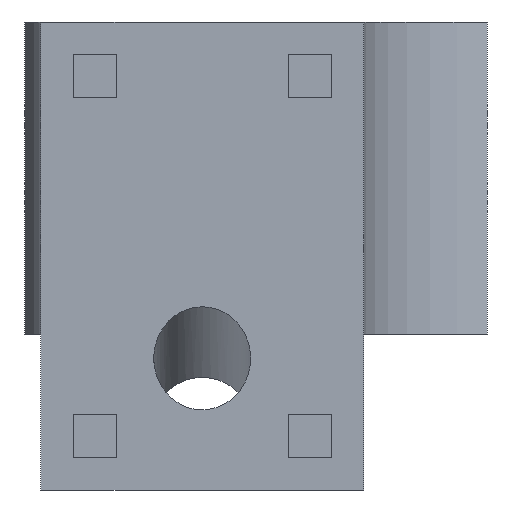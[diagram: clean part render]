
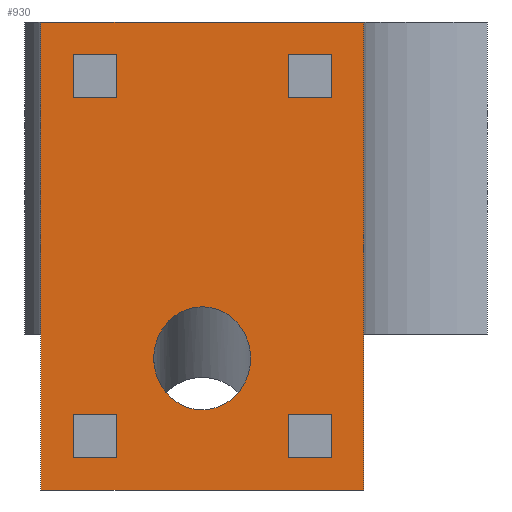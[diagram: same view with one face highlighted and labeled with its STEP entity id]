
A CAD part, front view. The second image highlights one B-rep face of the part: STEP entity #930.
In plain terms, the highlighted planar face has unit normal (0, -1, 0).
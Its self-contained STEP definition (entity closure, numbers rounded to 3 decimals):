
#17=FACE_BOUND('',#160,.T.);
#18=FACE_BOUND('',#161,.T.);
#19=FACE_BOUND('',#162,.T.);
#20=FACE_BOUND('',#163,.T.);
#21=FACE_BOUND('',#164,.T.);
#27=ELLIPSE('',#993,0.479,0.45);
#58=PLANE('',#1002);
#106=FACE_OUTER_BOUND('',#159,.T.);
#159=EDGE_LOOP('',(#773,#774,#775,#776));
#160=EDGE_LOOP('',(#777,#778,#779,#780));
#161=EDGE_LOOP('',(#781,#782,#783,#784));
#162=EDGE_LOOP('',(#785,#786,#787,#788));
#163=EDGE_LOOP('',(#789,#790,#791,#792));
#164=EDGE_LOOP('',(#793));
#204=LINE('',#1316,#317);
#208=LINE('',#1324,#321);
#211=LINE('',#1330,#324);
#214=LINE('',#1335,#327);
#216=LINE('',#1341,#329);
#220=LINE('',#1349,#333);
#223=LINE('',#1355,#336);
#226=LINE('',#1360,#339);
#228=LINE('',#1366,#341);
#232=LINE('',#1374,#345);
#235=LINE('',#1380,#348);
#238=LINE('',#1385,#351);
#240=LINE('',#1391,#353);
#244=LINE('',#1399,#357);
#247=LINE('',#1405,#360);
#250=LINE('',#1410,#363);
#258=LINE('',#1432,#371);
#264=LINE('',#1447,#377);
#269=LINE('',#1461,#382);
#270=LINE('',#1462,#383);
#317=VECTOR('',#1066,10.);
#321=VECTOR('',#1072,10.);
#324=VECTOR('',#1077,10.);
#327=VECTOR('',#1082,10.);
#329=VECTOR('',#1088,10.);
#333=VECTOR('',#1094,10.);
#336=VECTOR('',#1099,10.);
#339=VECTOR('',#1104,10.);
#341=VECTOR('',#1110,10.);
#345=VECTOR('',#1116,10.);
#348=VECTOR('',#1121,10.);
#351=VECTOR('',#1126,10.);
#353=VECTOR('',#1132,10.);
#357=VECTOR('',#1138,10.);
#360=VECTOR('',#1143,10.);
#363=VECTOR('',#1148,10.);
#371=VECTOR('',#1168,10.);
#377=VECTOR('',#1180,10.);
#382=VECTOR('',#1193,10.);
#383=VECTOR('',#1194,10.);
#440=VERTEX_POINT('',#1314);
#441=VERTEX_POINT('',#1315);
#444=VERTEX_POINT('',#1323);
#446=VERTEX_POINT('',#1329);
#448=VERTEX_POINT('',#1339);
#449=VERTEX_POINT('',#1340);
#452=VERTEX_POINT('',#1348);
#454=VERTEX_POINT('',#1354);
#456=VERTEX_POINT('',#1364);
#457=VERTEX_POINT('',#1365);
#460=VERTEX_POINT('',#1373);
#462=VERTEX_POINT('',#1379);
#464=VERTEX_POINT('',#1389);
#465=VERTEX_POINT('',#1390);
#468=VERTEX_POINT('',#1398);
#470=VERTEX_POINT('',#1404);
#473=VERTEX_POINT('',#1416);
#478=VERTEX_POINT('',#1429);
#479=VERTEX_POINT('',#1431);
#485=VERTEX_POINT('',#1446);
#490=VERTEX_POINT('',#1460);
#529=EDGE_CURVE('',#440,#441,#204,.T.);
#533=EDGE_CURVE('',#441,#444,#208,.T.);
#536=EDGE_CURVE('',#444,#446,#211,.T.);
#539=EDGE_CURVE('',#446,#440,#214,.T.);
#541=EDGE_CURVE('',#448,#449,#216,.T.);
#545=EDGE_CURVE('',#449,#452,#220,.T.);
#548=EDGE_CURVE('',#452,#454,#223,.T.);
#551=EDGE_CURVE('',#454,#448,#226,.T.);
#553=EDGE_CURVE('',#456,#457,#228,.T.);
#557=EDGE_CURVE('',#457,#460,#232,.T.);
#560=EDGE_CURVE('',#460,#462,#235,.T.);
#563=EDGE_CURVE('',#462,#456,#238,.T.);
#565=EDGE_CURVE('',#464,#465,#240,.T.);
#569=EDGE_CURVE('',#465,#468,#244,.T.);
#572=EDGE_CURVE('',#468,#470,#247,.T.);
#575=EDGE_CURVE('',#470,#464,#250,.T.);
#579=EDGE_CURVE('',#473,#473,#27,.T.);
#585=EDGE_CURVE('',#478,#479,#258,.T.);
#592=EDGE_CURVE('',#485,#479,#264,.T.);
#599=EDGE_CURVE('',#490,#478,#269,.T.);
#600=EDGE_CURVE('',#490,#485,#270,.T.);
#773=ORIENTED_EDGE('',*,*,#592,.T.);
#774=ORIENTED_EDGE('',*,*,#585,.F.);
#775=ORIENTED_EDGE('',*,*,#599,.F.);
#776=ORIENTED_EDGE('',*,*,#600,.T.);
#777=ORIENTED_EDGE('',*,*,#529,.T.);
#778=ORIENTED_EDGE('',*,*,#533,.T.);
#779=ORIENTED_EDGE('',*,*,#536,.T.);
#780=ORIENTED_EDGE('',*,*,#539,.T.);
#781=ORIENTED_EDGE('',*,*,#541,.T.);
#782=ORIENTED_EDGE('',*,*,#545,.T.);
#783=ORIENTED_EDGE('',*,*,#548,.T.);
#784=ORIENTED_EDGE('',*,*,#551,.T.);
#785=ORIENTED_EDGE('',*,*,#553,.T.);
#786=ORIENTED_EDGE('',*,*,#557,.T.);
#787=ORIENTED_EDGE('',*,*,#560,.T.);
#788=ORIENTED_EDGE('',*,*,#563,.T.);
#789=ORIENTED_EDGE('',*,*,#565,.T.);
#790=ORIENTED_EDGE('',*,*,#569,.T.);
#791=ORIENTED_EDGE('',*,*,#572,.T.);
#792=ORIENTED_EDGE('',*,*,#575,.T.);
#793=ORIENTED_EDGE('',*,*,#579,.T.);
#930=ADVANCED_FACE('',(#106,#17,#18,#19,#20,#21),#58,.F.);
#993=AXIS2_PLACEMENT_3D('',#1418,#1157,#1158);
#1002=AXIS2_PLACEMENT_3D('',#1459,#1191,#1192);
#1066=DIRECTION('',(0.,0.,-1.));
#1072=DIRECTION('',(-1.,0.,0.));
#1077=DIRECTION('',(0.,0.,1.));
#1082=DIRECTION('',(1.,0.,0.));
#1088=DIRECTION('',(0.,0.,-1.));
#1094=DIRECTION('',(-1.,0.,0.));
#1099=DIRECTION('',(0.,0.,1.));
#1104=DIRECTION('',(1.,0.,0.));
#1110=DIRECTION('',(0.,0.,-1.));
#1116=DIRECTION('',(-1.,0.,0.));
#1121=DIRECTION('',(0.,0.,1.));
#1126=DIRECTION('',(1.,0.,0.));
#1132=DIRECTION('',(0.,0.,-1.));
#1138=DIRECTION('',(-1.,0.,0.));
#1143=DIRECTION('',(0.,0.,1.));
#1148=DIRECTION('',(1.,0.,0.));
#1157=DIRECTION('center_axis',(0.,1.,0.));
#1158=DIRECTION('ref_axis',(0.,0.,-1.));
#1168=DIRECTION('',(-1.,0.,0.));
#1180=DIRECTION('',(0.,0.,-1.));
#1191=DIRECTION('center_axis',(0.,1.,0.));
#1192=DIRECTION('ref_axis',(1.,0.,0.));
#1193=DIRECTION('',(0.,0.,-1.));
#1194=DIRECTION('',(-1.,0.,0.));
#1314=CARTESIAN_POINT('',(0.85,0.,3.85));
#1315=CARTESIAN_POINT('',(0.85,0.,3.45));
#1316=CARTESIAN_POINT('',(0.85,0.,2.763));
#1323=CARTESIAN_POINT('',(0.45,0.,3.45));
#1324=CARTESIAN_POINT('',(1.05,0.,3.45));
#1329=CARTESIAN_POINT('',(0.45,0.,3.85));
#1330=CARTESIAN_POINT('',(0.45,0.,2.963));
#1335=CARTESIAN_POINT('',(1.25,0.,3.85));
#1339=CARTESIAN_POINT('',(0.85,0.,0.5));
#1340=CARTESIAN_POINT('',(0.85,0.,0.1));
#1341=CARTESIAN_POINT('',(0.85,0.,1.088));
#1348=CARTESIAN_POINT('',(0.45,0.,0.1));
#1349=CARTESIAN_POINT('',(1.05,0.,0.1));
#1354=CARTESIAN_POINT('',(0.45,0.,0.5));
#1355=CARTESIAN_POINT('',(0.45,0.,1.288));
#1360=CARTESIAN_POINT('',(1.25,0.,0.5));
#1364=CARTESIAN_POINT('',(2.85,0.,3.85));
#1365=CARTESIAN_POINT('',(2.85,0.,3.45));
#1366=CARTESIAN_POINT('',(2.85,0.,2.763));
#1373=CARTESIAN_POINT('',(2.45,0.,3.45));
#1374=CARTESIAN_POINT('',(2.05,0.,3.45));
#1379=CARTESIAN_POINT('',(2.45,0.,3.85));
#1380=CARTESIAN_POINT('',(2.45,0.,2.963));
#1385=CARTESIAN_POINT('',(2.25,0.,3.85));
#1389=CARTESIAN_POINT('',(2.85,0.,0.5));
#1390=CARTESIAN_POINT('',(2.85,0.,0.1));
#1391=CARTESIAN_POINT('',(2.85,0.,1.087));
#1398=CARTESIAN_POINT('',(2.45,0.,0.1));
#1399=CARTESIAN_POINT('',(2.05,0.,0.1));
#1404=CARTESIAN_POINT('',(2.45,0.,0.5));
#1405=CARTESIAN_POINT('',(2.45,0.,1.287));
#1410=CARTESIAN_POINT('',(2.25,0.,0.5));
#1416=CARTESIAN_POINT('',(2.1,0.,1.024));
#1418=CARTESIAN_POINT('Origin',(1.65,0.,1.024));
#1429=CARTESIAN_POINT('',(3.15,0.,-0.2));
#1431=CARTESIAN_POINT('',(0.15,0.,-0.2));
#1432=CARTESIAN_POINT('',(0.,0.,-0.2));
#1446=CARTESIAN_POINT('',(0.15,0.,4.15));
#1447=CARTESIAN_POINT('',(0.15,0.,0.));
#1459=CARTESIAN_POINT('Origin',(1.65,0.,2.075));
#1460=CARTESIAN_POINT('',(3.15,0.,4.15));
#1461=CARTESIAN_POINT('',(3.15,0.,0.));
#1462=CARTESIAN_POINT('',(3.3,0.,4.15));
